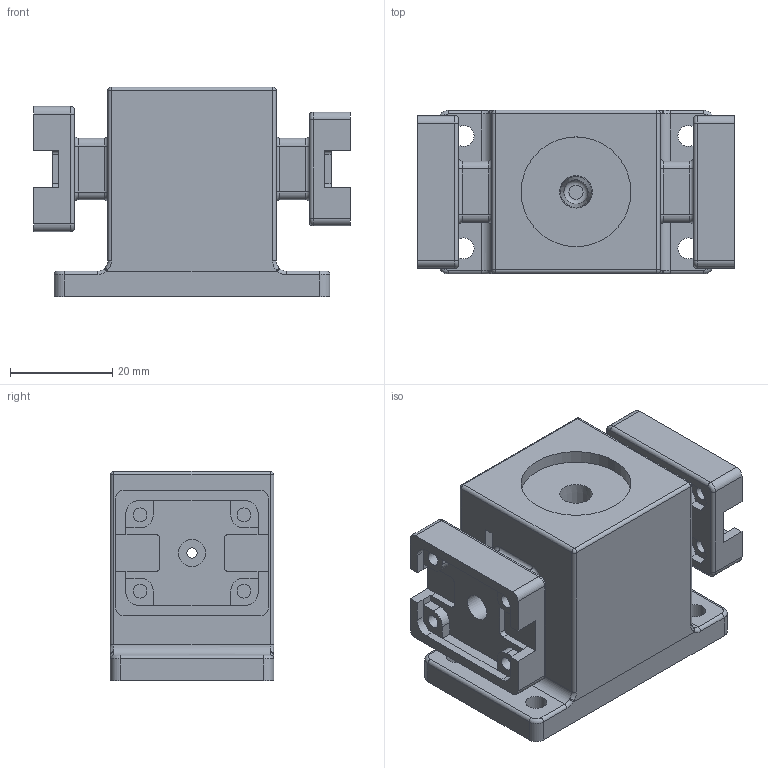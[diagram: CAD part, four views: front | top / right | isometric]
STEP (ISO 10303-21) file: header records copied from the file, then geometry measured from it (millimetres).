
FILE_DESCRIPTION(('FreeCAD Model'),'2;1');
FILE_NAME('Open CASCADE Shape Model','2024-12-27T15:07:46',('Author'),( ''),'Open CASCADE STEP processor 7.6','FreeCAD','Unknown');
FILE_SCHEMA(('AUTOMOTIVE_DESIGN { 1 0 10303 214 1 1 1 1 }'));
Length unit declared in the file: millimetre
Products named in the file (1): ThroughHoleLEDPocket
Bounding box: 62 x 32 x 41 mm (x, y, z)
Volume: 49809.5 mm3; surface area: 16767.6 mm2
Topology: 1 solids, 1 shells, 429 faces, 1106 edges, 698 vertices
Faces by surface type: plane 252, cylinder 130, torus 33, bspline 8, sphere 4, cone 2
Full cylindrical faces by diameter (mm): 2 x3, 2.7 x16, 4.1 x4, 4.755 x1, 5.3 x1, 21.5 x1
Entity records: 13398 total; most frequent: CARTESIAN_POINT 2765, DIRECTION 2206, ORIENTED_EDGE 2204, EDGE_CURVE 1102, LINE 772, VECTOR 772, AXIS2_PLACEMENT_3D 717, VERTEX_POINT 698
